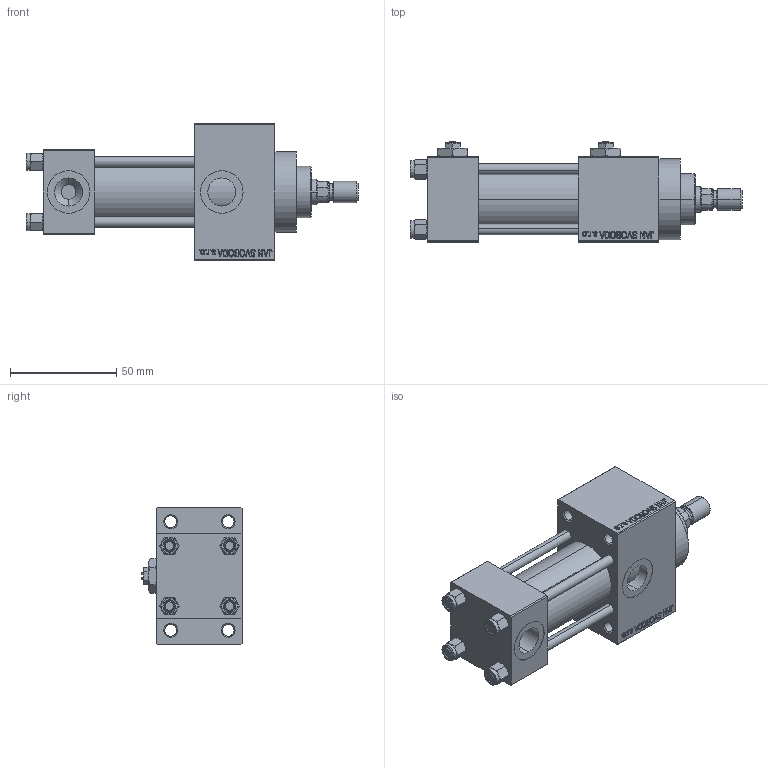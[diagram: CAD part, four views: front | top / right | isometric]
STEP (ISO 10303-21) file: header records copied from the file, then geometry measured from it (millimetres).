
FILE_DESCRIPTION (( 'STEP AP203' ), '1' );
FILE_NAME ('a57f.STEP', '2025-10-30T07:37:22', ( '' ), ( '' ), 'SwSTEP 2.0', 'SolidWorks 2019', '' );
FILE_SCHEMA (( 'CONFIG_CONTROL_DESIGN' ));
Length unit declared in the file: millimetre
Products named in the file (8): NUT_M5_D 31cfbe1958f9d9e1de1d69a906b8386e; V215CR_D_TYCINKA 31cfbe1958f9d9e1de1d69a906b8386e; V215CR_VCP_D 31cfbe1958f9d9e1de1d69a906b8386e; a57f; ROD_END_AH 31cfbe1958f9d9e1de1d69a906b8386e; V215CR_D_Body 31cfbe1958f9d9e1de1d69a906b8386e; Zatka_pro_OIL_PORT 31cfbe1958f9d9e1de1d69a906b8386e; V215_VC_A 31cfbe1958f9d9e1de1d69a906b8386e
Assembly tree (14 placements, depth 2):
  a57f
    V215CR_D_Body 31cfbe1958f9d9e1de1d69a906b8386e
    V215CR_VCP_D 31cfbe1958f9d9e1de1d69a906b8386e
    NUT_M5_D 31cfbe1958f9d9e1de1d69a906b8386e  x4
    V215CR_D_TYCINKA 31cfbe1958f9d9e1de1d69a906b8386e  x4
    V215_VC_A 31cfbe1958f9d9e1de1d69a906b8386e
    ROD_END_AH 31cfbe1958f9d9e1de1d69a906b8386e
    Zatka_pro_OIL_PORT 31cfbe1958f9d9e1de1d69a906b8386e  x2
Bounding box: 156 x 47 x 64 mm (x, y, z)
Volume: 175244.7 mm3; surface area: 63925.2 mm2
Topology: 14 solids, 14 shells, 1216 faces, 2990 edges, 1921 vertices
Faces by surface type: plane 546, bspline 368, cone 188, cylinder 104, torus 10
Entity records: 49508 total; most frequent: CARTESIAN_POINT 25683, ORIENTED_EDGE 5280, DIRECTION 3496, EDGE_CURVE 2640, VERTEX_POINT 1719, LINE 1552, VECTOR 1552, EDGE_LOOP 1195
